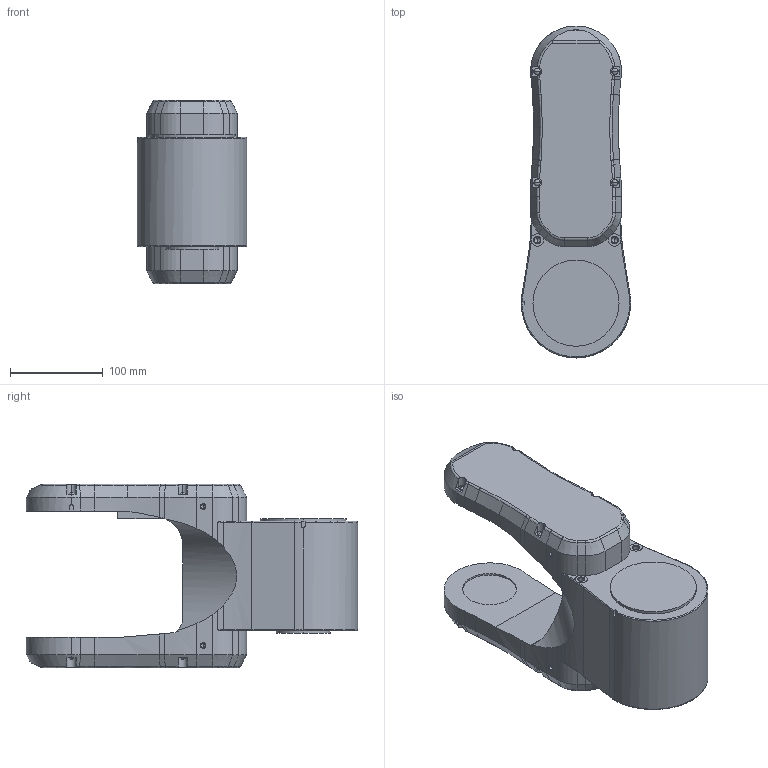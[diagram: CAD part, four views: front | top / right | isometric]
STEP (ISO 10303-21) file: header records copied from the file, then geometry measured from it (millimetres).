
FILE_DESCRIPTION (( 'STEP AP203' ), '1' );
FILE_NAME ('J2 C4_Default_sldprt.STEP', '2022-07-07T04:44:38', ( '' ), ( '' ), 'SwSTEP 2.0', 'SolidWorks 2020', '' );
FILE_SCHEMA (( 'CONFIG_CONTROL_DESIGN' ));
Length unit declared in the file: millimetre
Products named in the file (1): J2 C4_Default_sldprt
Bounding box: 118 x 358 x 198 mm (x, y, z)
Volume: 3503409.2 mm3; surface area: 197509.2 mm2
Topology: 1 solids, 1 shells, 328 faces, 863 edges, 527 vertices
Faces by surface type: cylinder 121, plane 105, bspline 53, cone 49
Entity records: 13919 total; most frequent: CARTESIAN_POINT 6650, ORIENTED_EDGE 1670, DIRECTION 1277, EDGE_CURVE 835, VERTEX_POINT 527, AXIS2_PLACEMENT_3D 473, EDGE_LOOP 346, LINE 331
